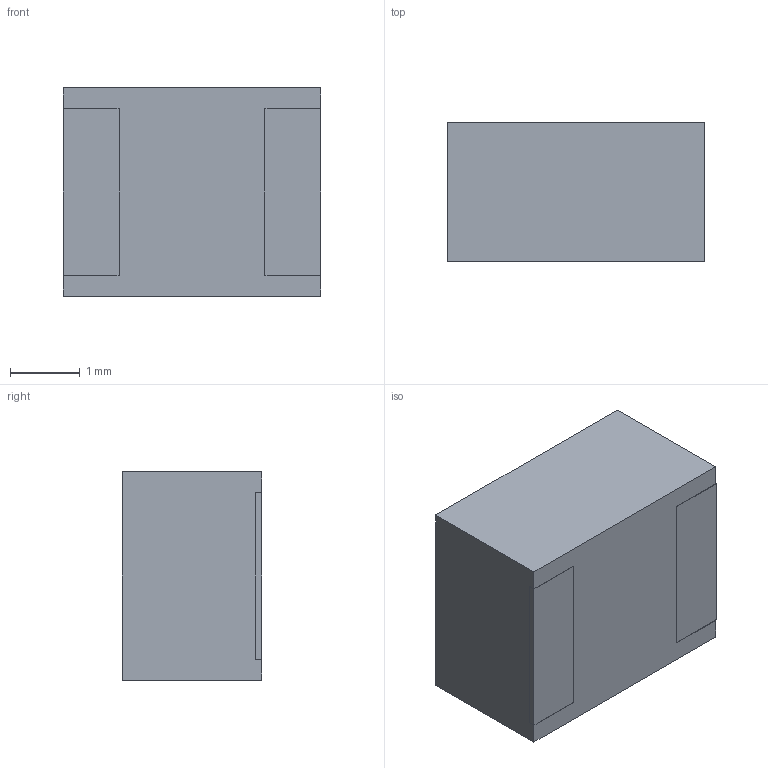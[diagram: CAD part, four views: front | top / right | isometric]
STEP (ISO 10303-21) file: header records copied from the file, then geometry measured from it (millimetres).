
FILE_DESCRIPTION (( 'STEP AP214' ), '1' );
FILE_NAME ('CTS_528B_L3.7W3H2S0.8F2.4.STEP', '2020-02-03T17:15:39', ( '' ), ( '' ), 'SwSTEP 2.0', 'SolidWorks 2014', '' );
FILE_SCHEMA (( 'AUTOMOTIVE_DESIGN' ));
Length unit declared in the file: millimetre
Products named in the file (1): CTS_528B_L3.7W3H2S0.8F2.4
Bounding box: 3.71 x 2.01 x 3 mm (x, y, z)
Volume: 22.2 mm3; surface area: 50.6 mm2
Topology: 4 solids, 4 shells, 75 faces, 201 edges, 134 vertices
Faces by surface type: plane 75
Entity records: 2554 total; most frequent: CARTESIAN_POINT 411, ORIENTED_EDGE 402, DIRECTION 353, EDGE_CURVE 201, LINE 201, VECTOR 201, VERTEX_POINT 134, AXIS2_PLACEMENT_3D 76
